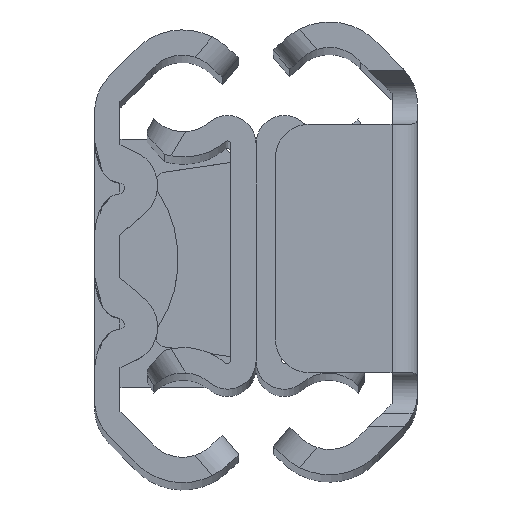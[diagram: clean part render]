
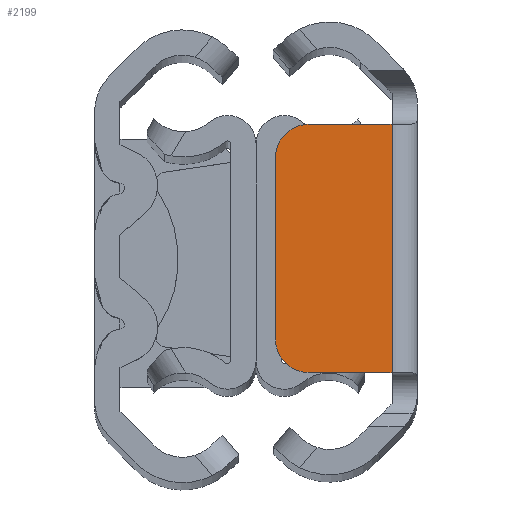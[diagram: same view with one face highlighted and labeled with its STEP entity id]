
A CAD part, top view. The second image highlights one B-rep face of the part: STEP entity #2199.
In plain terms, the highlighted face is planar.
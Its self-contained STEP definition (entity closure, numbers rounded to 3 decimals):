
#68 = CARTESIAN_POINT ( 'NONE',  ( 4.9, -5.35, -250. ) ) ;
#83 = LINE ( 'NONE', #107, #3610 ) ;
#107 = CARTESIAN_POINT ( 'NONE',  ( 0., 7.35, -250. ) ) ;
#322 = AXIS2_PLACEMENT_3D ( 'NONE', #1273, #4036, #1641 ) ;
#535 = DIRECTION ( 'NONE',  ( 1., 0., 0. ) ) ;
#591 = CARTESIAN_POINT ( 'NONE',  ( 0., -7.35, -250. ) ) ;
#787 = VERTEX_POINT ( 'NONE', #3719 ) ;
#1218 = VECTOR ( 'NONE', #535, 1000. ) ;
#1223 = PLANE ( 'NONE',  #322 ) ;
#1230 = DIRECTION ( 'NONE',  ( 0., 0., -1. ) ) ;
#1250 = CARTESIAN_POINT ( 'NONE',  ( 4.9, 7.35, -250. ) ) ;
#1266 = EDGE_CURVE ( 'NONE', #4418, #1975, #1317, .T. ) ;
#1269 = DIRECTION ( 'NONE',  ( 0., 1., 0. ) ) ;
#1273 = CARTESIAN_POINT ( 'NONE',  ( 1.5, -8.548, -250. ) ) ;
#1317 = LINE ( 'NONE', #4161, #1218 ) ;
#1427 = CIRCLE ( 'NONE', #3337, 2. ) ;
#1515 = AXIS2_PLACEMENT_3D ( 'NONE', #3263, #2945, #2478 ) ;
#1641 = DIRECTION ( 'NONE',  ( 1., 0., 0. ) ) ;
#1872 = VERTEX_POINT ( 'NONE', #3494 ) ;
#1935 = EDGE_CURVE ( 'NONE', #5069, #1872, #4853, .T. ) ;
#1975 = VERTEX_POINT ( 'NONE', #1250 ) ;
#2199 = ADVANCED_FACE ( 'NONE', ( #4481 ), #1223, .F. ) ;
#2238 = VECTOR ( 'NONE', #4073, 1000. ) ;
#2298 = CARTESIAN_POINT ( 'NONE',  ( 6.9, -5.35, -250. ) ) ;
#2363 = ORIENTED_EDGE ( 'NONE', *, *, #3578, .T. ) ;
#2478 = DIRECTION ( 'NONE',  ( 1., 0., 0. ) ) ;
#2841 = DIRECTION ( 'NONE',  ( 1., 0., 0. ) ) ;
#2945 = DIRECTION ( 'NONE',  ( 0., 0., -1. ) ) ;
#2954 = VECTOR ( 'NONE', #4090, 1000. ) ;
#3114 = ORIENTED_EDGE ( 'NONE', *, *, #1266, .T. ) ;
#3263 = CARTESIAN_POINT ( 'NONE',  ( 4.9, 5.35, -250. ) ) ;
#3337 = AXIS2_PLACEMENT_3D ( 'NONE', #68, #1230, #2841 ) ;
#3478 = EDGE_LOOP ( 'NONE', ( #4605, #4990, #3114, #3898, #4672, #2363 ) ) ;
#3494 = CARTESIAN_POINT ( 'NONE',  ( 4.9, -7.35, -250. ) ) ;
#3578 = EDGE_CURVE ( 'NONE', #5093, #1872, #1427, .T. ) ;
#3610 = VECTOR ( 'NONE', #1269, 1000. ) ;
#3719 = CARTESIAN_POINT ( 'NONE',  ( 6.9, 5.35, -250. ) ) ;
#3721 = LINE ( 'NONE', #4530, #2954 ) ;
#3724 = EDGE_CURVE ( 'NONE', #1975, #787, #3763, .T. ) ;
#3763 = CIRCLE ( 'NONE', #1515, 2. ) ;
#3898 = ORIENTED_EDGE ( 'NONE', *, *, #3724, .T. ) ;
#4036 = DIRECTION ( 'NONE',  ( 0., 0., 1. ) ) ;
#4073 = DIRECTION ( 'NONE',  ( 1., 0., 0. ) ) ;
#4090 = DIRECTION ( 'NONE',  ( 0., 1., 0. ) ) ;
#4161 = CARTESIAN_POINT ( 'NONE',  ( -1.5, 7.35, -250. ) ) ;
#4418 = VERTEX_POINT ( 'NONE', #5105 ) ;
#4481 = FACE_OUTER_BOUND ( 'NONE', #3478, .T. ) ;
#4489 = EDGE_CURVE ( 'NONE', #5069, #4418, #83, .T. ) ;
#4514 = CARTESIAN_POINT ( 'NONE',  ( -1.5, -7.35, -250. ) ) ;
#4526 = EDGE_CURVE ( 'NONE', #5093, #787, #3721, .T. ) ;
#4530 = CARTESIAN_POINT ( 'NONE',  ( 6.9, 7.35, -250. ) ) ;
#4605 = ORIENTED_EDGE ( 'NONE', *, *, #1935, .F. ) ;
#4672 = ORIENTED_EDGE ( 'NONE', *, *, #4526, .F. ) ;
#4853 = LINE ( 'NONE', #4514, #2238 ) ;
#4990 = ORIENTED_EDGE ( 'NONE', *, *, #4489, .T. ) ;
#5069 = VERTEX_POINT ( 'NONE', #591 ) ;
#5093 = VERTEX_POINT ( 'NONE', #2298 ) ;
#5105 = CARTESIAN_POINT ( 'NONE',  ( 0., 7.35, -250. ) ) ;
